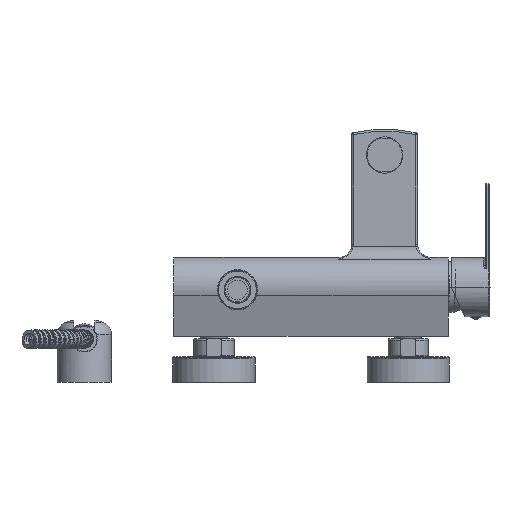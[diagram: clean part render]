
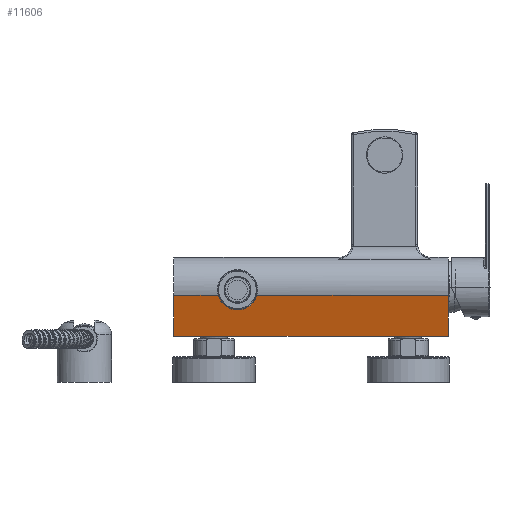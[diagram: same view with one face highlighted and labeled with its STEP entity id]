
A CAD part, front view. The second image highlights one B-rep face of the part: STEP entity #11606.
In plain terms, the highlighted planar face has unit normal (0, -0.961, -0.277).
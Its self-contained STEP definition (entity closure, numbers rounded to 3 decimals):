
#2415=CARTESIAN_POINT('',(-41.926,-22.103,
-6.359));
#2495=CARTESIAN_POINT('',(-71.674,-22.103,
-6.359));
#2507=DIRECTION('',(-1.,0.,0.));
#2508=VECTOR('',#2507,34.326);
#2509=CARTESIAN_POINT('',(-71.674,-22.103,
-6.359));
#2510=LINE('',#2509,#2508);
#2511=DIRECTION('',(-1.,0.,0.));
#2512=VECTOR('',#2511,147.926);
#2513=CARTESIAN_POINT('',(106.,-22.103,-6.359));
#2514=LINE('',#2513,#2512);
#2575=CARTESIAN_POINT('',(-41.926,-22.103,
-6.359));
#2576=CARTESIAN_POINT('',(-42.003,-22.027,
-6.624));
#2577=CARTESIAN_POINT('',(-42.158,-21.89,
-7.102));
#2578=CARTESIAN_POINT('',(-42.468,-21.652,
-7.929));
#2579=CARTESIAN_POINT('',(-42.855,-21.403,
-8.794));
#2580=CARTESIAN_POINT('',(-43.32,-21.151,
-9.67));
#2581=CARTESIAN_POINT('',(-43.785,-20.932,
-10.432));
#2582=CARTESIAN_POINT('',(-44.25,-20.737,
-11.108));
#2583=CARTESIAN_POINT('',(-44.87,-20.504,
-11.917));
#2584=CARTESIAN_POINT('',(-45.644,-20.254,
-12.788));
#2585=CARTESIAN_POINT('',(-46.574,-20.,
-13.67));
#2586=CARTESIAN_POINT('',(-47.504,-19.784,
-14.421));
#2587=CARTESIAN_POINT('',(-48.433,-19.599,
-15.063));
#2588=CARTESIAN_POINT('',(-49.673,-19.388,
-15.796));
#2589=CARTESIAN_POINT('',(-51.222,-19.184,
-16.507));
#2590=CARTESIAN_POINT('',(-53.081,-19.017,
-17.088));
#2591=CARTESIAN_POINT('',(-54.941,-18.919,
-17.426));
#2592=CARTESIAN_POINT('',(-56.8,-18.887,
-17.537));
#2593=CARTESIAN_POINT('',(-58.659,-18.919,
-17.426));
#2594=CARTESIAN_POINT('',(-60.519,-19.017,
-17.088));
#2595=CARTESIAN_POINT('',(-62.378,-19.184,
-16.507));
#2596=CARTESIAN_POINT('',(-63.927,-19.388,
-15.796));
#2597=CARTESIAN_POINT('',(-65.167,-19.599,
-15.063));
#2598=CARTESIAN_POINT('',(-66.096,-19.784,
-14.421));
#2599=CARTESIAN_POINT('',(-67.026,-20.,
-13.67));
#2600=CARTESIAN_POINT('',(-67.956,-20.254,
-12.788));
#2601=CARTESIAN_POINT('',(-68.73,-20.504,
-11.917));
#2602=CARTESIAN_POINT('',(-69.35,-20.737,
-11.108));
#2603=CARTESIAN_POINT('',(-69.815,-20.932,
-10.432));
#2604=CARTESIAN_POINT('',(-70.28,-21.151,
-9.67));
#2605=CARTESIAN_POINT('',(-70.745,-21.403,
-8.794));
#2606=CARTESIAN_POINT('',(-71.132,-21.652,
-7.929));
#2607=CARTESIAN_POINT('',(-71.442,-21.89,
-7.102));
#2608=CARTESIAN_POINT('',(-71.597,-22.027,
-6.624));
#2609=CARTESIAN_POINT('',(-71.674,-22.103,
-6.359));
#2611=DIRECTION('',(-1.,0.,0.));
#2612=VECTOR('',#2611,212.);
#2613=CARTESIAN_POINT('',(106.,-13.,-38.));
#2614=LINE('',#2613,#2612);
#2619=DIRECTION('',(0.,-0.276,0.961));
#2620=VECTOR('',#2619,32.924);
#2621=CARTESIAN_POINT('',(106.,-13.,-38.));
#2622=LINE('',#2621,#2620);
#2683=DIRECTION('',(0.,-0.276,0.961));
#2684=VECTOR('',#2683,32.924);
#2685=CARTESIAN_POINT('',(-106.,-13.,-38.));
#2686=LINE('',#2685,#2684);
#8589=CARTESIAN_POINT('',(106.,-13.,-38.));
#8591=VERTEX_POINT('',#8589);
#8592=CARTESIAN_POINT('',(106.,-22.103,-6.359));
#8594=VERTEX_POINT('',#8592);
#8597=CARTESIAN_POINT('',(-106.,-13.,-38.));
#8599=VERTEX_POINT('',#8597);
#8600=CARTESIAN_POINT('',(-106.,-22.103,-6.359));
#8602=VERTEX_POINT('',#8600);
#8799=VERTEX_POINT('',#2415);
#8800=VERTEX_POINT('',#2495);
#11590=CARTESIAN_POINT('',(106.,-13.,-38.));
#11591=DIRECTION('',(0.,-0.961,-0.276));
#11592=DIRECTION('',(0.,-0.276,0.961));
#11593=AXIS2_PLACEMENT_3D('',#11590,#11591,#11592);
#11594=PLANE('',#11593);
#11595=ORIENTED_EDGE('',*,*,#11536,.F.);
#11596=ORIENTED_EDGE('',*,*,#11568,.F.);
#11598=ORIENTED_EDGE('',*,*,#11597,.F.);
#11600=ORIENTED_EDGE('',*,*,#11599,.T.);
#11602=ORIENTED_EDGE('',*,*,#11601,.T.);
#11603=ORIENTED_EDGE('',*,*,#11560,.F.);
#11604=EDGE_LOOP('',(#11595,#11596,#11598,#11600,#11602,#11603));
#11605=FACE_OUTER_BOUND('',#11604,.F.);
#11606=ADVANCED_FACE('',(#11605),#11594,.T.);
#2610=B_SPLINE_CURVE_WITH_KNOTS('',3,(#2575,#2576,#2577,#2578,#2579,#2580,#2581,
#2582,#2583,#2584,#2585,#2586,#2587,#2588,#2589,#2590,#2591,#2592,#2593,#2594,
#2595,#2596,#2597,#2598,#2599,#2600,#2601,#2602,#2603,#2604,#2605,#2606,#2607,
#2608,#2609),.UNSPECIFIED.,.F.,.F.,(4,1,1,1,1,1,1,1,1,1,1,1,1,1,1,1,1,1,1,1,1,1,
1,1,1,1,1,1,1,1,1,1,4),(0.,0.008,0.016,0.031,0.047,0.063,
0.078,0.094,0.125,0.156,0.188,0.219,0.25,0.313,0.375,
0.438,0.5,0.563,0.625,0.688,0.75,0.781,0.813,0.844,
0.875,0.906,0.922,0.938,0.953,0.969,0.984,
0.992,1.),.UNSPECIFIED.);
#11536=EDGE_CURVE('',#8799,#8800,#2610,.T.);
#11560=EDGE_CURVE('',#8800,#8602,#2510,.T.);
#11568=EDGE_CURVE('',#8594,#8799,#2514,.T.);
#11597=EDGE_CURVE('',#8591,#8594,#2622,.T.);
#11599=EDGE_CURVE('',#8591,#8599,#2614,.T.);
#11601=EDGE_CURVE('',#8599,#8602,#2686,.T.);
